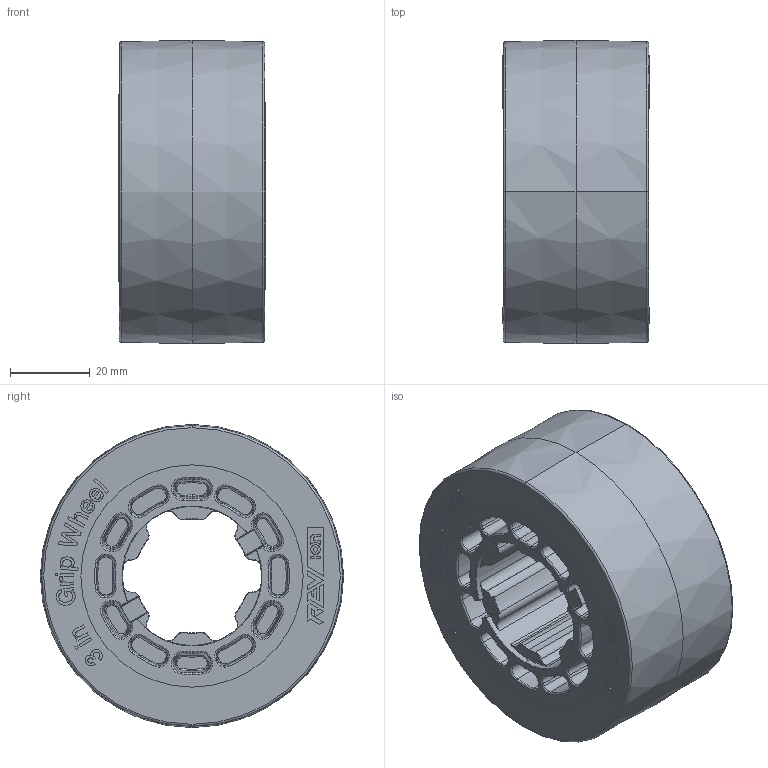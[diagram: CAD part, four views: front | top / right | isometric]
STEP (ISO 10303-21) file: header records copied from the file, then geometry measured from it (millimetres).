
FILE_DESCRIPTION (( 'STEP AP203' ), '1' );
FILE_NAME ('Grip Wheel - 3in - MAXSpline.STEP', '2022-04-05T14:36:23', ( '' ), ( '' ), 'SwSTEP 2.0', 'SolidWorks 2022', '' );
FILE_SCHEMA (( 'CONFIG_CONTROL_DESIGN' ));
Length unit declared in the file: inch
Products named in the file (1): Grip Wheel - 3in - MAXSpline
Bounding box: 36.71 x 76.2 x 76.2 mm (x, y, z)
Volume: 136911.9 mm3; surface area: 52098.7 mm2
Topology: 2 solids, 2 shells, 2082 faces, 5258 edges, 3165 vertices
Faces by surface type: torus 559, bspline 526, plane 504, cone 270, cylinder 200, sphere 23
Entity records: 67246 total; most frequent: CARTESIAN_POINT 20091, ORIENTED_EDGE 10372, DIRECTION 9199, EDGE_CURVE 5186, AXIS2_PLACEMENT_3D 3571, VERTEX_POINT 3165, EDGE_LOOP 2161, FACE_OUTER_BOUND 2082
